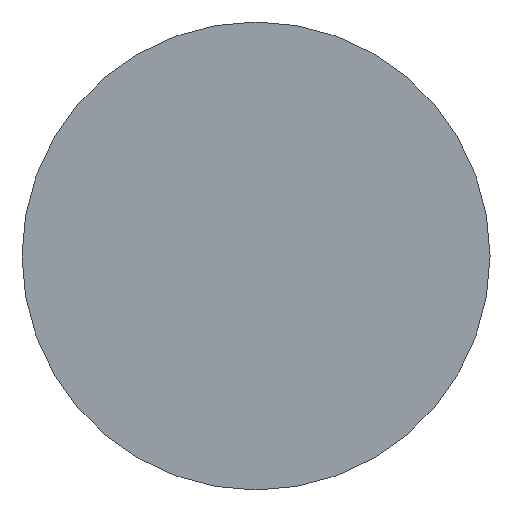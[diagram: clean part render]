
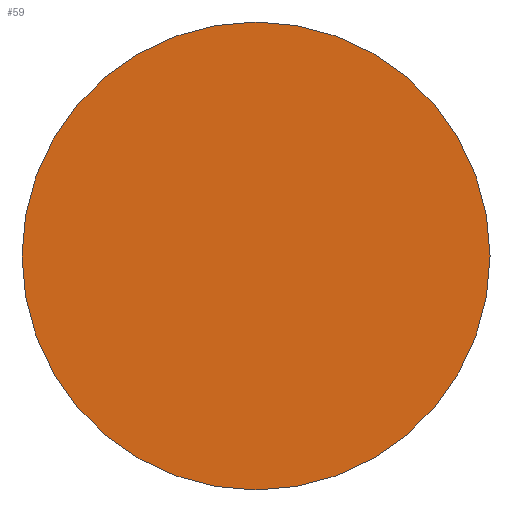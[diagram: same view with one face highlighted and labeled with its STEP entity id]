
A CAD part, front view. The second image highlights one B-rep face of the part: STEP entity #59.
In plain terms, the highlighted planar face has unit normal (0, -1, 0).
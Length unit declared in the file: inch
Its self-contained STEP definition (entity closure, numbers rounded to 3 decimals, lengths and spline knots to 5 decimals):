
#10 = EDGE_CURVE ( 'NONE', #364, #284, #215, .T. ) ;
#56 = EDGE_LOOP ( 'NONE', ( #226, #380 ) ) ;
#57 = CARTESIAN_POINT ( 'NONE',  ( 0., 0., 0. ) ) ;
#59 = ADVANCED_FACE ( 'NONE', ( #437 ), #412, .T. ) ;
#85 = DIRECTION ( 'NONE',  ( 0., -1., 0. ) ) ;
#127 = AXIS2_PLACEMENT_3D ( 'NONE', #57, #422, #352 ) ;
#136 = EDGE_CURVE ( 'NONE', #284, #364, #354, .T. ) ;
#162 = DIRECTION ( 'NONE',  ( 0., 0., -1. ) ) ;
#174 = CARTESIAN_POINT ( 'NONE',  ( 0., 0., 0.25 ) ) ;
#200 = DIRECTION ( 'NONE',  ( 0., -1., 0. ) ) ;
#209 = AXIS2_PLACEMENT_3D ( 'NONE', #370, #200, #253 ) ;
#215 = CIRCLE ( 'NONE', #127, 0.25 ) ;
#226 = ORIENTED_EDGE ( 'NONE', *, *, #10, .T. ) ;
#232 = CARTESIAN_POINT ( 'NONE',  ( 0., 0., -0.25 ) ) ;
#253 = DIRECTION ( 'NONE',  ( 0., 0., -1. ) ) ;
#284 = VERTEX_POINT ( 'NONE', #174 ) ;
#352 = DIRECTION ( 'NONE',  ( 0., 0., -1. ) ) ;
#354 = CIRCLE ( 'NONE', #209, 0.25 ) ;
#364 = VERTEX_POINT ( 'NONE', #232 ) ;
#370 = CARTESIAN_POINT ( 'NONE',  ( 0., 0., 0. ) ) ;
#380 = ORIENTED_EDGE ( 'NONE', *, *, #136, .T. ) ;
#402 = AXIS2_PLACEMENT_3D ( 'NONE', #414, #85, #162 ) ;
#412 = PLANE ( 'NONE',  #402 ) ;
#414 = CARTESIAN_POINT ( 'NONE',  ( 0., 0., 0. ) ) ;
#422 = DIRECTION ( 'NONE',  ( 0., -1., 0. ) ) ;
#437 = FACE_OUTER_BOUND ( 'NONE', #56, .T. ) ;
